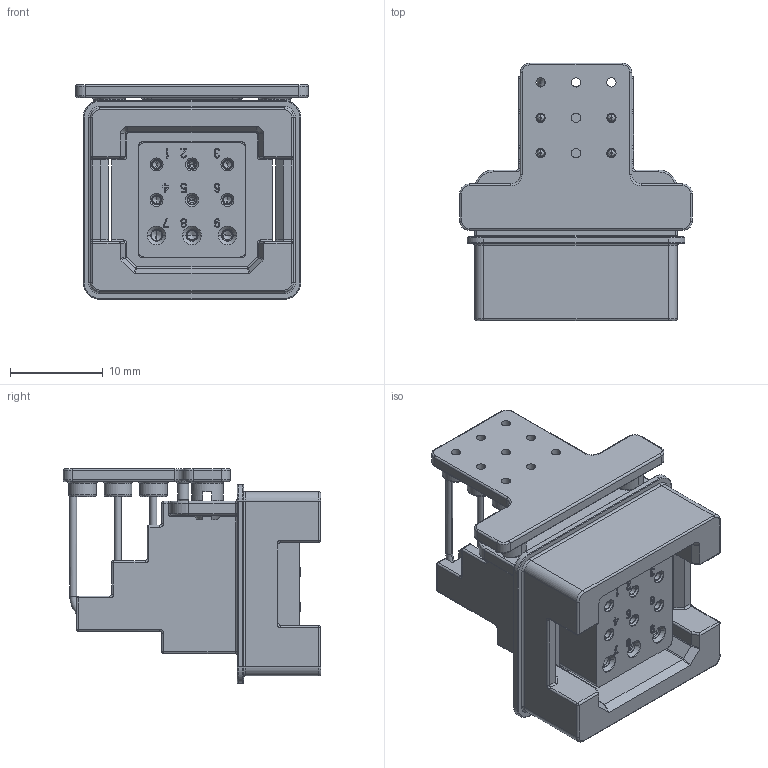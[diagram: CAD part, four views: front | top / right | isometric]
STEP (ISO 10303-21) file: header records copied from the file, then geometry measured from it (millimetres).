
FILE_DESCRIPTION((''),'2;1');
FILE_NAME('33578003523','2019-11-06T',('presta_be4'),(''),'CREO PARAMETRIC BY PTC INC, 2018360','CREO PARAMETRIC BY PTC INC, 2018360','');
FILE_SCHEMA(('CONFIG_CONTROL_DESIGN'));
Length unit declared in the file: millimetre
Products named in the file (1): 33578003523
Bounding box: 25 x 27.7 x 23.1 mm (x, y, z)
Volume: 5122.1 mm3; surface area: 6026.5 mm2
Topology: 1 solids, 1 shells, 1244 faces, 3149 edges, 1954 vertices
Faces by surface type: plane 597, cylinder 385, torus 138, cone 92, sphere 22, bspline 10
Entity records: 39194 total; most frequent: CARTESIAN_POINT 8755, DIRECTION 6492, ORIENTED_EDGE 6262, EDGE_CURVE 3131, AXIS2_PLACEMENT_3D 2237, VECTOR 2018, LINE 2018, VERTEX_POINT 1954
